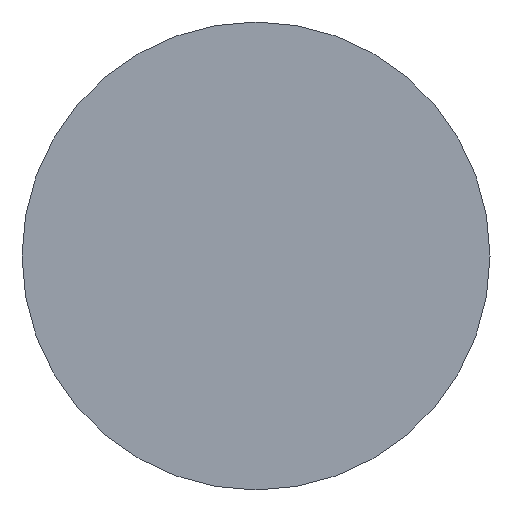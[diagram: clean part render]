
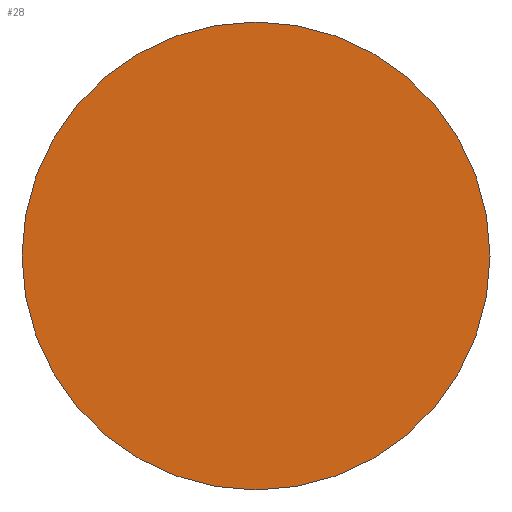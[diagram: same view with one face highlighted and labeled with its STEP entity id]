
A CAD part, top view. The second image highlights one B-rep face of the part: STEP entity #28.
In plain terms, the highlighted planar face has unit normal (0, 0, 1).
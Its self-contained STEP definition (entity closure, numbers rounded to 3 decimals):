
#6 = CARTESIAN_POINT ( 'NONE',  ( 0., 10.79, 11.4 ) ) ;
#28 = ADVANCED_FACE ( 'NONE', ( #186 ), #204, .T. ) ;
#59 = DIRECTION ( 'NONE',  ( 0., 0., -1. ) ) ;
#64 = CIRCLE ( 'NONE', #122, 10.79 ) ;
#121 = CARTESIAN_POINT ( 'NONE',  ( 0., -10.79, 11.4 ) ) ;
#122 = AXIS2_PLACEMENT_3D ( 'NONE', #408, #379, #319 ) ;
#123 = ORIENTED_EDGE ( 'NONE', *, *, #191, .F. ) ;
#133 = DIRECTION ( 'NONE',  ( 0., 0., 1. ) ) ;
#180 = AXIS2_PLACEMENT_3D ( 'NONE', #347, #59, #316 ) ;
#186 = FACE_OUTER_BOUND ( 'NONE', #255, .T. ) ;
#191 = EDGE_CURVE ( 'NONE', #404, #364, #64, .T. ) ;
#198 = AXIS2_PLACEMENT_3D ( 'NONE', #336, #133, #367 ) ;
#204 = PLANE ( 'NONE',  #198 ) ;
#225 = EDGE_CURVE ( 'NONE', #364, #404, #355, .T. ) ;
#254 = ORIENTED_EDGE ( 'NONE', *, *, #225, .F. ) ;
#255 = EDGE_LOOP ( 'NONE', ( #254, #123 ) ) ;
#316 = DIRECTION ( 'NONE',  ( 0., 1., 0. ) ) ;
#319 = DIRECTION ( 'NONE',  ( 0., 1., 0. ) ) ;
#336 = CARTESIAN_POINT ( 'NONE',  ( 0., 0., 11.4 ) ) ;
#347 = CARTESIAN_POINT ( 'NONE',  ( 0., 0., 11.4 ) ) ;
#355 = CIRCLE ( 'NONE', #180, 10.79 ) ;
#364 = VERTEX_POINT ( 'NONE', #6 ) ;
#367 = DIRECTION ( 'NONE',  ( 0., -1., 0. ) ) ;
#379 = DIRECTION ( 'NONE',  ( 0., 0., -1. ) ) ;
#404 = VERTEX_POINT ( 'NONE', #121 ) ;
#408 = CARTESIAN_POINT ( 'NONE',  ( 0., 0., 11.4 ) ) ;
